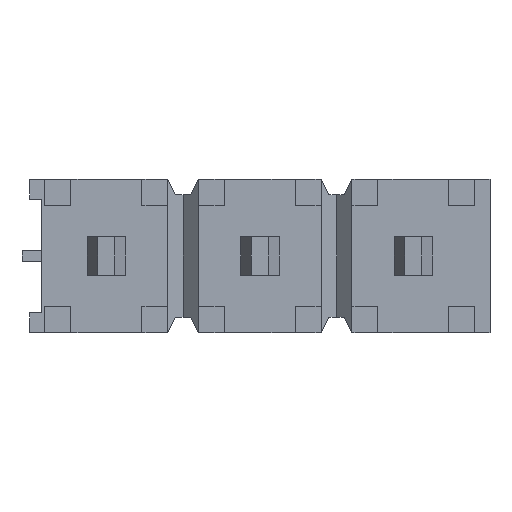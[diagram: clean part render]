
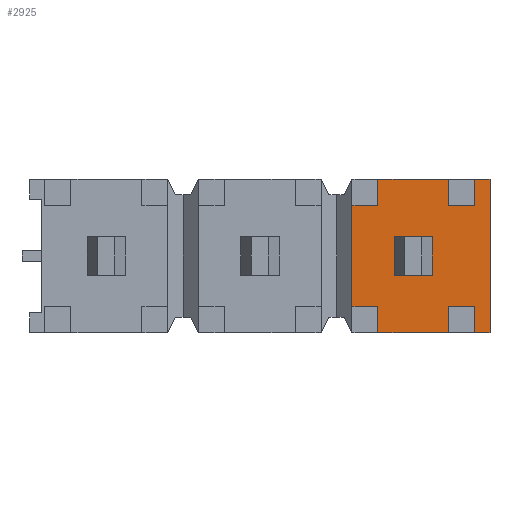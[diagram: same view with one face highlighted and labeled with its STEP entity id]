
A CAD part, front view. The second image highlights one B-rep face of the part: STEP entity #2925.
In plain terms, the highlighted planar face has unit normal (0, -1, 0).
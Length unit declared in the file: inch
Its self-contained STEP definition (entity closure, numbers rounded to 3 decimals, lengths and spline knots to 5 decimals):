
#695=ORIENTED_EDGE('',*,*,#1203,.T.);
#696=ORIENTED_EDGE('',*,*,#1032,.T.);
#697=ORIENTED_EDGE('',*,*,#1126,.T.);
#698=ORIENTED_EDGE('',*,*,#1221,.T.);
#699=ORIENTED_EDGE('',*,*,#1145,.F.);
#700=ORIENTED_EDGE('',*,*,#1028,.T.);
#701=ORIENTED_EDGE('',*,*,#1150,.T.);
#702=ORIENTED_EDGE('',*,*,#1222,.T.);
#703=ORIENTED_EDGE('',*,*,#1005,.F.);
#704=ORIENTED_EDGE('',*,*,#1223,.F.);
#705=ORIENTED_EDGE('',*,*,#1151,.T.);
#706=ORIENTED_EDGE('',*,*,#1073,.T.);
#707=ORIENTED_EDGE('',*,*,#1148,.F.);
#708=ORIENTED_EDGE('',*,*,#1224,.F.);
#709=ORIENTED_EDGE('',*,*,#1127,.T.);
#710=ORIENTED_EDGE('',*,*,#1069,.T.);
#711=ORIENTED_EDGE('',*,*,#1183,.F.);
#712=ORIENTED_EDGE('',*,*,#1160,.F.);
#713=ORIENTED_EDGE('',*,*,#1157,.F.);
#714=ORIENTED_EDGE('',*,*,#1154,.F.);
#1005=EDGE_CURVE('',#1358,#1352,#1663,.T.);
#1028=EDGE_CURVE('',#1377,#1376,#1686,.T.);
#1032=EDGE_CURVE('',#1381,#1380,#1690,.T.);
#1069=EDGE_CURVE('',#1406,#1405,#1727,.T.);
#1073=EDGE_CURVE('',#1410,#1409,#1731,.T.);
#1126=EDGE_CURVE('',#1380,#1439,#1784,.T.);
#1127=EDGE_CURVE('',#1440,#1406,#1785,.T.);
#1145=EDGE_CURVE('',#1377,#1449,#1803,.T.);
#1148=EDGE_CURVE('',#1450,#1409,#1806,.T.);
#1150=EDGE_CURVE('',#1376,#1451,#1808,.T.);
#1151=EDGE_CURVE('',#1452,#1410,#1809,.T.);
#1154=EDGE_CURVE('',#1454,#1455,#1812,.T.);
#1157=EDGE_CURVE('',#1455,#1457,#1815,.T.);
#1160=EDGE_CURVE('',#1457,#1459,#1818,.T.);
#1183=EDGE_CURVE('',#1459,#1454,#1841,.T.);
#1203=EDGE_CURVE('',#1405,#1381,#1861,.T.);
#1221=EDGE_CURVE('',#1439,#1449,#1879,.T.);
#1222=EDGE_CURVE('',#1451,#1352,#1880,.T.);
#1223=EDGE_CURVE('',#1452,#1358,#1881,.T.);
#1224=EDGE_CURVE('',#1440,#1450,#1882,.T.);
#1352=VERTEX_POINT('',#4200);
#1358=VERTEX_POINT('',#4212);
#1376=VERTEX_POINT('',#4256);
#1377=VERTEX_POINT('',#4258);
#1380=VERTEX_POINT('',#4264);
#1381=VERTEX_POINT('',#4266);
#1405=VERTEX_POINT('',#4330);
#1406=VERTEX_POINT('',#4332);
#1409=VERTEX_POINT('',#4338);
#1410=VERTEX_POINT('',#4340);
#1439=VERTEX_POINT('',#4444);
#1440=VERTEX_POINT('',#4448);
#1449=VERTEX_POINT('',#4484);
#1450=VERTEX_POINT('',#4488);
#1451=VERTEX_POINT('',#4492);
#1452=VERTEX_POINT('',#4496);
#1454=VERTEX_POINT('',#4501);
#1455=VERTEX_POINT('',#4503);
#1457=VERTEX_POINT('',#4509);
#1459=VERTEX_POINT('',#4515);
#1663=LINE('',#4213,#2065);
#1686=LINE('',#4257,#2088);
#1690=LINE('',#4265,#2092);
#1727=LINE('',#4331,#2129);
#1731=LINE('',#4339,#2133);
#1784=LINE('',#4445,#2186);
#1785=LINE('',#4447,#2187);
#1803=LINE('',#4483,#2205);
#1806=LINE('',#4489,#2208);
#1808=LINE('',#4493,#2210);
#1809=LINE('',#4495,#2211);
#1812=LINE('',#4502,#2214);
#1815=LINE('',#4508,#2217);
#1818=LINE('',#4514,#2220);
#1841=LINE('',#4562,#2243);
#1861=LINE('',#4600,#2263);
#1879=LINE('',#4634,#2281);
#1880=LINE('',#4635,#2282);
#1881=LINE('',#4636,#2283);
#1882=LINE('',#4637,#2284);
#2065=VECTOR('',#3432,39.37008);
#2088=VECTOR('',#3461,39.37008);
#2092=VECTOR('',#3465,39.37008);
#2129=VECTOR('',#3510,39.37008);
#2133=VECTOR('',#3514,39.37008);
#2186=VECTOR('',#3613,39.37008);
#2187=VECTOR('',#3616,39.37008);
#2205=VECTOR('',#3652,39.37008);
#2208=VECTOR('',#3657,39.37008);
#2210=VECTOR('',#3661,39.37008);
#2211=VECTOR('',#3664,39.37008);
#2214=VECTOR('',#3669,39.37008);
#2217=VECTOR('',#3674,39.37008);
#2220=VECTOR('',#3679,39.37008);
#2243=VECTOR('',#3716,39.37008);
#2263=VECTOR('',#3748,39.37008);
#2281=VECTOR('',#3790,39.37008);
#2282=VECTOR('',#3791,39.37008);
#2283=VECTOR('',#3792,39.37008);
#2284=VECTOR('',#3793,39.37008);
#2439=EDGE_LOOP('',(#695,#696,#697,#698,#699,#700,#701,#702,#703,#704,#705,
#706,#707,#708,#709,#710));
#2440=EDGE_LOOP('',(#711,#712,#713,#714));
#2609=FACE_BOUND('',#2439,.T.);
#2610=FACE_BOUND('',#2440,.T.);
#2768=PLANE('',#3109);
#2925=ADVANCED_FACE('',(#2609,#2610),#2768,.T.);
#3109=AXIS2_PLACEMENT_3D('',#4633,#3788,#3789);
#3432=DIRECTION('',(0.,0.,1.));
#3461=DIRECTION('',(-1.,0.,0.));
#3465=DIRECTION('',(-1.,0.,0.));
#3510=DIRECTION('',(1.,0.,0.));
#3514=DIRECTION('',(1.,0.,0.));
#3613=DIRECTION('',(0.,0.,-1.));
#3616=DIRECTION('',(0.,0.,-1.));
#3652=DIRECTION('',(0.,0.,-1.));
#3657=DIRECTION('',(0.,0.,-1.));
#3661=DIRECTION('',(0.,0.,-1.));
#3664=DIRECTION('',(0.,0.,-1.));
#3669=DIRECTION('',(1.,0.,0.));
#3674=DIRECTION('',(0.,0.,1.));
#3679=DIRECTION('',(-1.,0.,0.));
#3716=DIRECTION('',(0.,0.,-1.));
#3748=DIRECTION('',(0.,0.,1.));
#3788=DIRECTION('',(0.,-1.,0.));
#3789=DIRECTION('',(0.,0.,-1.));
#3790=DIRECTION('',(-1.,0.,0.));
#3791=DIRECTION('',(-1.,0.,0.));
#3792=DIRECTION('',(-1.,0.,0.));
#3793=DIRECTION('',(-1.,0.,0.));
#4200=CARTESIAN_POINT('',(0.06,0.02,0.033));
#4212=CARTESIAN_POINT('',(0.06,0.02,-0.033));
#4213=CARTESIAN_POINT('',(0.06,0.02,0.3));
#4256=CARTESIAN_POINT('',(0.07688,0.02,0.05));
#4257=CARTESIAN_POINT('',(-0.15,0.02,0.05));
#4258=CARTESIAN_POINT('',(0.12312,0.02,0.05));
#4264=CARTESIAN_POINT('',(0.14012,0.02,0.05));
#4265=CARTESIAN_POINT('',(-0.15,0.02,0.05));
#4266=CARTESIAN_POINT('',(0.15,0.02,0.05));
#4330=CARTESIAN_POINT('',(0.15,0.02,-0.05));
#4331=CARTESIAN_POINT('',(0.15,0.02,-0.05));
#4332=CARTESIAN_POINT('',(0.14012,0.02,-0.05));
#4338=CARTESIAN_POINT('',(0.12312,0.02,-0.05));
#4339=CARTESIAN_POINT('',(0.15,0.02,-0.05));
#4340=CARTESIAN_POINT('',(0.07688,0.02,-0.05));
#4444=CARTESIAN_POINT('',(0.14012,0.02,0.033));
#4445=CARTESIAN_POINT('',(0.14012,0.02,0.1));
#4447=CARTESIAN_POINT('',(0.14012,0.02,0.1));
#4448=CARTESIAN_POINT('',(0.14012,0.02,-0.033));
#4483=CARTESIAN_POINT('',(0.12312,0.02,0.1));
#4484=CARTESIAN_POINT('',(0.12312,0.02,0.033));
#4488=CARTESIAN_POINT('',(0.12312,0.02,-0.033));
#4489=CARTESIAN_POINT('',(0.12312,0.02,0.1));
#4492=CARTESIAN_POINT('',(0.07688,0.02,0.033));
#4493=CARTESIAN_POINT('',(0.07688,0.02,0.1));
#4495=CARTESIAN_POINT('',(0.07688,0.02,0.1));
#4496=CARTESIAN_POINT('',(0.07688,0.02,-0.033));
#4501=CARTESIAN_POINT('',(0.0875,0.02,-0.0125));
#4502=CARTESIAN_POINT('',(0.1125,0.02,-0.0125));
#4503=CARTESIAN_POINT('',(0.1125,0.02,-0.0125));
#4508=CARTESIAN_POINT('',(0.1125,0.02,0.0125));
#4509=CARTESIAN_POINT('',(0.1125,0.02,0.0125));
#4514=CARTESIAN_POINT('',(0.0875,0.02,0.0125));
#4515=CARTESIAN_POINT('',(0.0875,0.02,0.0125));
#4562=CARTESIAN_POINT('',(0.0875,0.02,-0.0125));
#4600=CARTESIAN_POINT('',(0.15,0.02,0.05));
#4633=CARTESIAN_POINT('',(0.18637,0.02,0.1));
#4634=CARTESIAN_POINT('',(0.3,0.02,0.033));
#4635=CARTESIAN_POINT('',(0.3,0.02,0.033));
#4636=CARTESIAN_POINT('',(0.3,0.02,-0.033));
#4637=CARTESIAN_POINT('',(0.3,0.02,-0.033));
